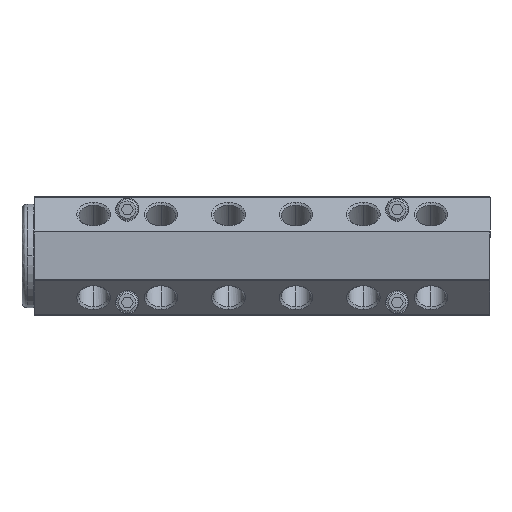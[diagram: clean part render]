
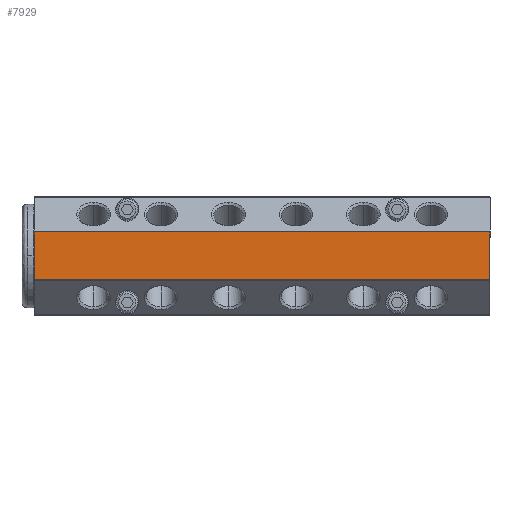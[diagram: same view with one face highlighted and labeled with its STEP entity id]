
A CAD part, top view. The second image highlights one B-rep face of the part: STEP entity #7929.
In plain terms, the highlighted planar face has unit normal (0, 0, 1).
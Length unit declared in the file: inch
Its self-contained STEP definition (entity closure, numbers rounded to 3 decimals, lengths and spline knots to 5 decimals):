
#19 = LINE ( 'NONE', #6909, #5449 ) ;
#427 = AXIS2_PLACEMENT_3D ( 'NONE', #5365, #2579, #4477 ) ;
#813 = VECTOR ( 'NONE', #5281, 39.37008 ) ;
#922 = CARTESIAN_POINT ( 'NONE',  ( 0., 0.35415, 0.875 ) ) ;
#943 = ORIENTED_EDGE ( 'NONE', *, *, #5951, .T. ) ;
#1050 = VERTEX_POINT ( 'NONE', #922 ) ;
#1083 = LINE ( 'NONE', #8501, #3917 ) ;
#1349 = VECTOR ( 'NONE', #6174, 39.37008 ) ;
#1362 = LINE ( 'NONE', #6668, #1349 ) ;
#1478 = DIRECTION ( 'NONE',  ( 0., -1., 0. ) ) ;
#1628 = ORIENTED_EDGE ( 'NONE', *, *, #4381, .F. ) ;
#2445 = DIRECTION ( 'NONE',  ( -1., 0., 0. ) ) ;
#2537 = LINE ( 'NONE', #6645, #813 ) ;
#2554 = EDGE_LOOP ( 'NONE', ( #3597, #943, #1628, #5397 ) ) ;
#2579 = DIRECTION ( 'NONE',  ( 0., 0., 1. ) ) ;
#3597 = ORIENTED_EDGE ( 'NONE', *, *, #3891, .F. ) ;
#3891 = EDGE_CURVE ( 'NONE', #6831, #5190, #1362, .T. ) ;
#3917 = VECTOR ( 'NONE', #2445, 39.37008 ) ;
#4381 = EDGE_CURVE ( 'NONE', #1050, #5447, #19, .T. ) ;
#4477 = DIRECTION ( 'NONE',  ( 1., 0., 0. ) ) ;
#5072 = PLANE ( 'NONE',  #427 ) ;
#5190 = VERTEX_POINT ( 'NONE', #5340 ) ;
#5281 = DIRECTION ( 'NONE',  ( 1., 0., 0. ) ) ;
#5340 = CARTESIAN_POINT ( 'NONE',  ( -6.75, 0.35415, 0.875 ) ) ;
#5365 = CARTESIAN_POINT ( 'NONE',  ( -5., 0.36244, 0.875 ) ) ;
#5397 = ORIENTED_EDGE ( 'NONE', *, *, #6829, .T. ) ;
#5447 = VERTEX_POINT ( 'NONE', #5602 ) ;
#5449 = VECTOR ( 'NONE', #1478, 39.37008 ) ;
#5602 = CARTESIAN_POINT ( 'NONE',  ( 0., -0.35415, 0.875 ) ) ;
#5731 = FACE_OUTER_BOUND ( 'NONE', #2554, .T. ) ;
#5951 = EDGE_CURVE ( 'NONE', #6831, #5447, #2537, .T. ) ;
#6174 = DIRECTION ( 'NONE',  ( 0., 1., 0. ) ) ;
#6645 = CARTESIAN_POINT ( 'NONE',  ( -5., -0.35415, 0.875 ) ) ;
#6668 = CARTESIAN_POINT ( 'NONE',  ( -6.75, -3.90547, 0.875 ) ) ;
#6829 = EDGE_CURVE ( 'NONE', #1050, #5190, #1083, .T. ) ;
#6831 = VERTEX_POINT ( 'NONE', #7717 ) ;
#6909 = CARTESIAN_POINT ( 'NONE',  ( 0., -0.36829, 0.875 ) ) ;
#7717 = CARTESIAN_POINT ( 'NONE',  ( -6.75, -0.35415, 0.875 ) ) ;
#7929 = ADVANCED_FACE ( 'NONE', ( #5731 ), #5072, .T. ) ;
#8501 = CARTESIAN_POINT ( 'NONE',  ( -5., 0.35415, 0.875 ) ) ;
